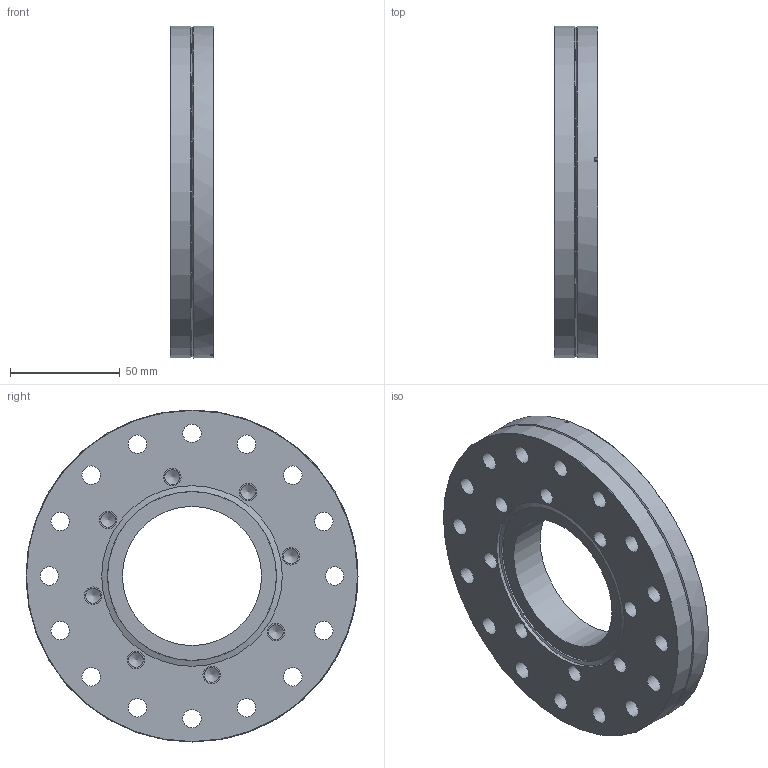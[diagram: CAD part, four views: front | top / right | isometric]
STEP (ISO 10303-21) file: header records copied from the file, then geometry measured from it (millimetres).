
FILE_DESCRIPTION (( 'STEP AP214' ), '1' );
FILE_NAME ('RP1CF10063 FULLVAC.STEP', '2019-10-24T12:19:09', ( '' ), ( '' ), 'SwSTEP 2.0', 'SolidWorks 2017', '' );
FILE_SCHEMA (( 'AUTOMOTIVE_DESIGN' ));
Length unit declared in the file: millimetre
Products named in the file (1): RP1CF10063 FULLVAC
Bounding box: 20 x 151.6 x 151.6 mm (x, y, z)
Volume: 258656.4 mm3; surface area: 54390.7 mm2
Topology: 1 solids, 1 shells, 77 faces, 187 edges, 121 vertices
Faces by surface type: cylinder 41, plane 19, cone 17
Full cylindrical faces by diameter (mm): 6.8 x8, 8 x8, 8.4 x16, 63.5 x1, 82.5 x1, 120.7 x1, 151.6 x2
Entity records: 1999 total; most frequent: DIRECTION 361, CARTESIAN_POINT 325, ORIENTED_EDGE 240, EDGE_LOOP 172, AXIS2_PLACEMENT_3D 170, EDGE_CURVE 120, FACE_OUTER_BOUND 114, VERTEX_POINT 106
